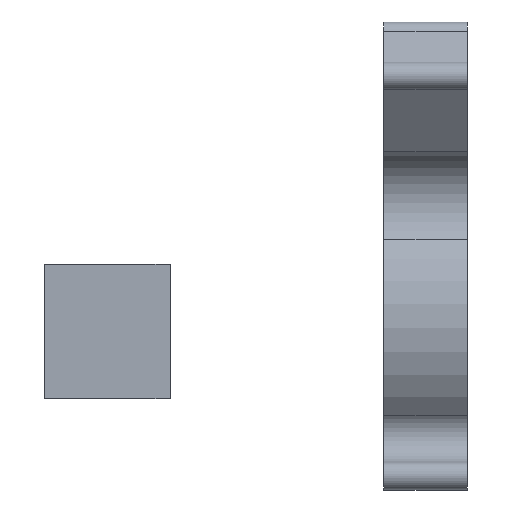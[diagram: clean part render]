
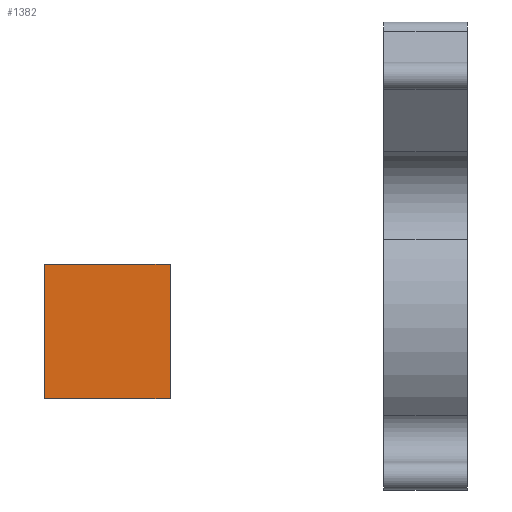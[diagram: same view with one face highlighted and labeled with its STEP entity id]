
A CAD part, left-side view. The second image highlights one B-rep face of the part: STEP entity #1382.
In plain terms, the highlighted planar face has unit normal (-1, 0, 0).
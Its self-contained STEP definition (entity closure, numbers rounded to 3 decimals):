
#156=FACE_OUTER_BOUND('',#233,.T.);
#233=EDGE_LOOP('',(#1251,#1252,#1253,#1254));
#319=LINE('',#2843,#432);
#335=LINE('',#2887,#448);
#346=LINE('',#2914,#459);
#347=LINE('',#2916,#460);
#432=VECTOR('',#1830,10.);
#448=VECTOR('',#1872,10.);
#459=VECTOR('',#1903,10.);
#460=VECTOR('',#1906,10.);
#643=VERTEX_POINT('',#2840);
#644=VERTEX_POINT('',#2842);
#659=VERTEX_POINT('',#2886);
#665=VERTEX_POINT('',#2912);
#831=EDGE_CURVE('',#644,#643,#319,.T.);
#853=EDGE_CURVE('',#644,#659,#335,.T.);
#867=EDGE_CURVE('',#643,#665,#346,.T.);
#868=EDGE_CURVE('',#659,#665,#347,.T.);
#1251=ORIENTED_EDGE('',*,*,#831,.T.);
#1252=ORIENTED_EDGE('',*,*,#867,.T.);
#1253=ORIENTED_EDGE('',*,*,#868,.F.);
#1254=ORIENTED_EDGE('',*,*,#853,.F.);
#1308=PLANE('',#1530);
#1382=ADVANCED_FACE('',(#156),#1308,.T.);
#1530=AXIS2_PLACEMENT_3D('',#2915,#1904,#1905);
#1830=DIRECTION('',(0.,-1.,0.));
#1872=DIRECTION('',(0.,0.,1.));
#1903=DIRECTION('',(0.,0.,1.));
#1904=DIRECTION('center_axis',(-1.,0.,0.));
#1905=DIRECTION('ref_axis',(0.,-1.,0.));
#1906=DIRECTION('',(0.,-1.,0.));
#2840=CARTESIAN_POINT('',(1.,33.,0.));
#2842=CARTESIAN_POINT('',(1.,46.5,0.));
#2843=CARTESIAN_POINT('',(1.,46.5,0.));
#2886=CARTESIAN_POINT('',(1.,46.5,14.5));
#2887=CARTESIAN_POINT('',(1.,46.5,0.));
#2912=CARTESIAN_POINT('',(1.,33.,14.5));
#2914=CARTESIAN_POINT('',(1.,33.,0.));
#2915=CARTESIAN_POINT('Origin',(1.,46.5,0.));
#2916=CARTESIAN_POINT('',(1.,46.5,14.5));
